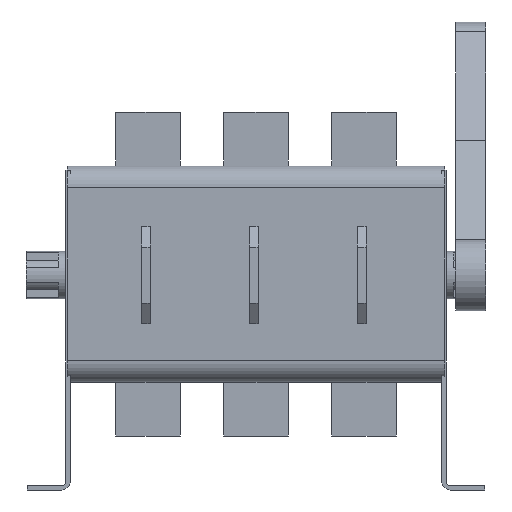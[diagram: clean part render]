
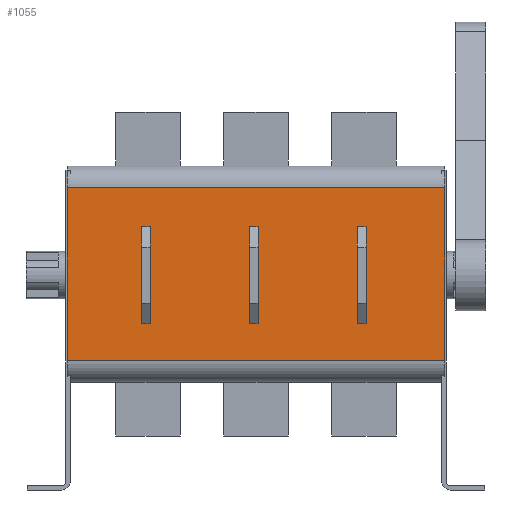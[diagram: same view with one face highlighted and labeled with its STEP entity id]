
A CAD part, front view. The second image highlights one B-rep face of the part: STEP entity #1055.
In plain terms, the highlighted planar face has unit normal (0, -1, 0).
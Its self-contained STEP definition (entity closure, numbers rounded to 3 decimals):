
#698 = AXIS2_PLACEMENT_3D ( 'NONE', #7491, #1117, #7027 ) ;
#1055 = ADVANCED_FACE ( 'NONE', ( #7579 ), #9327, .T. ) ;
#1117 = DIRECTION ( 'NONE',  ( 0., -1., 0. ) ) ;
#1394 = LINE ( 'NONE', #4273, #5337 ) ;
#1553 = EDGE_CURVE ( 'NONE', #7384, #7721, #6885, .T. ) ;
#1750 = DIRECTION ( 'NONE',  ( 0., 0., 1. ) ) ;
#1908 = CARTESIAN_POINT ( 'NONE',  ( 87.5, -96., -90. ) ) ;
#1919 = VECTOR ( 'NONE', #10922, 1000. ) ;
#2049 = EDGE_LOOP ( 'NONE', ( #2904, #8728, #6164, #5050 ) ) ;
#2297 = CARTESIAN_POINT ( 'NONE',  ( 87.5, -96., -10. ) ) ;
#2536 = VECTOR ( 'NONE', #4319, 1000. ) ;
#2636 = CARTESIAN_POINT ( 'NONE',  ( -87.5, -96., -90. ) ) ;
#2904 = ORIENTED_EDGE ( 'NONE', *, *, #7121, .F. ) ;
#4139 = LINE ( 'NONE', #7352, #1919 ) ;
#4273 = CARTESIAN_POINT ( 'NONE',  ( 87.5, -96., -100. ) ) ;
#4319 = DIRECTION ( 'NONE',  ( 1., 0., 0. ) ) ;
#4415 = CARTESIAN_POINT ( 'NONE',  ( 87.5, -96., -90. ) ) ;
#4909 = CARTESIAN_POINT ( 'NONE',  ( -87.5, -96., -10. ) ) ;
#5050 = ORIENTED_EDGE ( 'NONE', *, *, #1553, .T. ) ;
#5337 = VECTOR ( 'NONE', #1750, 1000. ) ;
#6164 = ORIENTED_EDGE ( 'NONE', *, *, #8619, .T. ) ;
#6438 = VERTEX_POINT ( 'NONE', #2636 ) ;
#6497 = VECTOR ( 'NONE', #7930, 1000. ) ;
#6885 = LINE ( 'NONE', #10583, #6497 ) ;
#7015 = LINE ( 'NONE', #1908, #2536 ) ;
#7027 = DIRECTION ( 'NONE',  ( 0., 0., -1. ) ) ;
#7121 = EDGE_CURVE ( 'NONE', #6438, #7721, #4139, .T. ) ;
#7352 = CARTESIAN_POINT ( 'NONE',  ( -87.5, -96., -100. ) ) ;
#7384 = VERTEX_POINT ( 'NONE', #2297 ) ;
#7491 = CARTESIAN_POINT ( 'NONE',  ( -87.5, -96., -100. ) ) ;
#7579 = FACE_OUTER_BOUND ( 'NONE', #2049, .T. ) ;
#7721 = VERTEX_POINT ( 'NONE', #4909 ) ;
#7930 = DIRECTION ( 'NONE',  ( -1., 0., 0. ) ) ;
#8619 = EDGE_CURVE ( 'NONE', #9883, #7384, #1394, .T. ) ;
#8728 = ORIENTED_EDGE ( 'NONE', *, *, #10849, .T. ) ;
#9327 = PLANE ( 'NONE',  #698 ) ;
#9883 = VERTEX_POINT ( 'NONE', #4415 ) ;
#10583 = CARTESIAN_POINT ( 'NONE',  ( -87.5, -96., -10. ) ) ;
#10849 = EDGE_CURVE ( 'NONE', #6438, #9883, #7015, .T. ) ;
#10922 = DIRECTION ( 'NONE',  ( 0., 0., 1. ) ) ;
